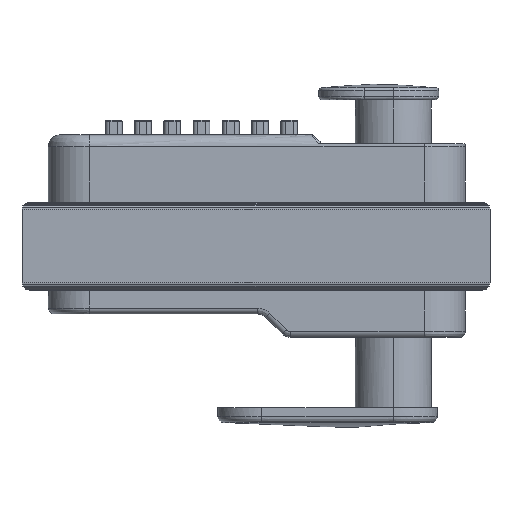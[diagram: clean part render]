
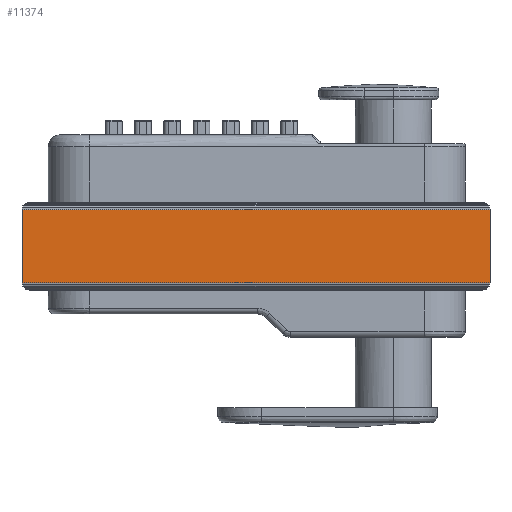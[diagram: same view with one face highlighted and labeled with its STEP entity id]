
A CAD part, left-side view. The second image highlights one B-rep face of the part: STEP entity #11374.
In plain terms, the highlighted planar face has unit normal (-1, 0, 0).
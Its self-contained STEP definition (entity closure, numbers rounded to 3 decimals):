
#1990 = CARTESIAN_POINT ( 'NONE',  ( -69.999, 160., 12.5 ) ) ;
#2484 = ORIENTED_EDGE ( 'NONE', *, *, #18610, .F. ) ;
#4332 = CARTESIAN_POINT ( 'NONE',  ( -69.999, 53.333, -12.5 ) ) ;
#5294 = CARTESIAN_POINT ( 'NONE',  ( -69.999, 0., -4.167 ) ) ;
#6973 = B_SPLINE_CURVE_WITH_KNOTS ( 'NONE', 3,
 ( #7413, #4332, #12351, #12874 ),
 .UNSPECIFIED., .F., .F.,
 ( 4, 4 ),
 ( 0., 1. ),
 .UNSPECIFIED. ) ;
#7413 = CARTESIAN_POINT ( 'NONE',  ( -69.999, 0., -12.5 ) ) ;
#8065 = CARTESIAN_POINT ( 'NONE',  ( -69.999, 0., 12.5 ) ) ;
#8273 = VERTEX_POINT ( 'NONE', #1990 ) ;
#8973 = VERTEX_POINT ( 'NONE', #8065 ) ;
#10188 = B_SPLINE_CURVE_WITH_KNOTS ( 'NONE', 3,
 ( #19119, #5294, #29862, #11123 ),
 .UNSPECIFIED., .F., .F.,
 ( 4, 4 ),
 ( 0., 1. ),
 .UNSPECIFIED. ) ;
#11123 = CARTESIAN_POINT ( 'NONE',  ( -69.999, 0., 12.5 ) ) ;
#11136 = DIRECTION ( 'NONE',  ( 1., 0., 0. ) ) ;
#11374 = ADVANCED_FACE ( 'NONE', ( #28219 ), #30226, .F. ) ;
#12351 = CARTESIAN_POINT ( 'NONE',  ( -69.999, 106.667, -12.5 ) ) ;
#12616 = VERTEX_POINT ( 'NONE', #22157 ) ;
#12874 = CARTESIAN_POINT ( 'NONE',  ( -69.999, 160., -12.5 ) ) ;
#13036 = CARTESIAN_POINT ( 'NONE',  ( -69.999, 106.667, 12.5 ) ) ;
#13555 = EDGE_CURVE ( 'NONE', #12616, #8973, #10188, .T. ) ;
#13933 = B_SPLINE_CURVE_WITH_KNOTS ( 'NONE', 3,
 ( #29434, #15599, #35259, #35797 ),
 .UNSPECIFIED., .F., .F.,
 ( 4, 4 ),
 ( 0., 1. ),
 .UNSPECIFIED. ) ;
#15461 = EDGE_CURVE ( 'NONE', #20551, #8273, #13933, .T. ) ;
#15599 = CARTESIAN_POINT ( 'NONE',  ( -69.999, 160., -4.167 ) ) ;
#16105 = CARTESIAN_POINT ( 'NONE',  ( -69.999, 160., 12.5 ) ) ;
#16752 = DIRECTION ( 'NONE',  ( 0., 0., 1. ) ) ;
#18610 = EDGE_CURVE ( 'NONE', #12616, #20551, #6973, .T. ) ;
#19119 = CARTESIAN_POINT ( 'NONE',  ( -69.999, 0., -12.5 ) ) ;
#20287 = B_SPLINE_CURVE_WITH_KNOTS ( 'NONE', 3,
 ( #16105, #13036, #26837, #32324 ),
 .UNSPECIFIED., .F., .F.,
 ( 4, 4 ),
 ( 0., 1. ),
 .UNSPECIFIED. ) ;
#20551 = VERTEX_POINT ( 'NONE', #31856 ) ;
#21090 = EDGE_CURVE ( 'NONE', #8273, #8973, #20287, .T. ) ;
#21874 = ORIENTED_EDGE ( 'NONE', *, *, #13555, .T. ) ;
#22157 = CARTESIAN_POINT ( 'NONE',  ( -69.999, 0., -12.5 ) ) ;
#24653 = ORIENTED_EDGE ( 'NONE', *, *, #15461, .F. ) ;
#26837 = CARTESIAN_POINT ( 'NONE',  ( -69.999, 53.333, 12.5 ) ) ;
#27850 = CARTESIAN_POINT ( 'NONE',  ( -69.999, 0., 12.5 ) ) ;
#28136 = ORIENTED_EDGE ( 'NONE', *, *, #21090, .F. ) ;
#28219 = FACE_OUTER_BOUND ( 'NONE', #30803, .T. ) ;
#29434 = CARTESIAN_POINT ( 'NONE',  ( -69.999, 160., -12.5 ) ) ;
#29862 = CARTESIAN_POINT ( 'NONE',  ( -69.999, 0., 4.167 ) ) ;
#30226 = PLANE ( 'NONE',  #33244 ) ;
#30803 = EDGE_LOOP ( 'NONE', ( #21874, #28136, #24653, #2484 ) ) ;
#31856 = CARTESIAN_POINT ( 'NONE',  ( -69.999, 160., -12.5 ) ) ;
#32324 = CARTESIAN_POINT ( 'NONE',  ( -69.999, 0., 12.5 ) ) ;
#33244 = AXIS2_PLACEMENT_3D ( 'NONE', #27850, #11136, #16752 ) ;
#35259 = CARTESIAN_POINT ( 'NONE',  ( -69.999, 160., 4.167 ) ) ;
#35797 = CARTESIAN_POINT ( 'NONE',  ( -69.999, 160., 12.5 ) ) ;
